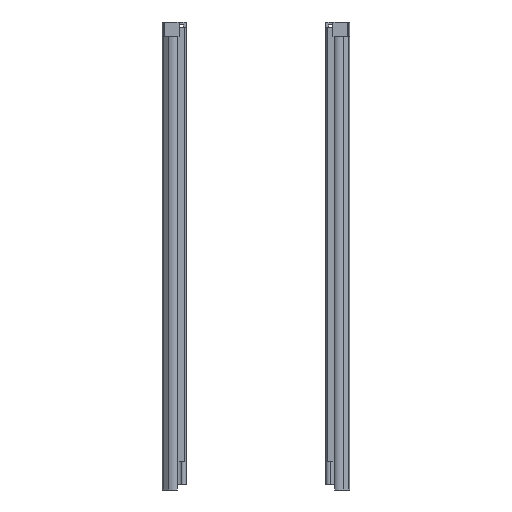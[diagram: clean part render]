
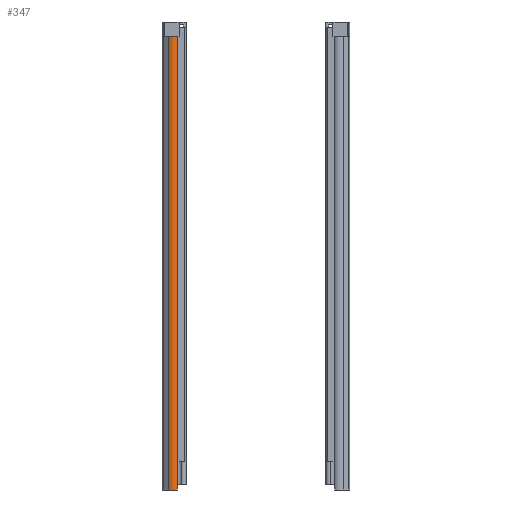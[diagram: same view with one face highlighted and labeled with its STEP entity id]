
A CAD part, front view. The second image highlights one B-rep face of the part: STEP entity #347.
In plain terms, the highlighted cylindrical face has radius 3.75 mm (diameter 7.5 mm), a partial arc.
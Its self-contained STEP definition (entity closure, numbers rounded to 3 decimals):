
#347 = ADVANCED_FACE( '', ( #755 ), #756, .T. );
#755 = FACE_OUTER_BOUND( '', #1273, .T. );
#756 = CYLINDRICAL_SURFACE( '', #1274, 3.75 );
#1273 = EDGE_LOOP( '', ( #2024, #2025, #2026, #2027 ) );
#1274 = AXIS2_PLACEMENT_3D( '', #2028, #2029, #2030 );
#2024 = ORIENTED_EDGE( '', *, *, #3140, .F. );
#2025 = ORIENTED_EDGE( '', *, *, #3341, .F. );
#2026 = ORIENTED_EDGE( '', *, *, #3342, .F. );
#2027 = ORIENTED_EDGE( '', *, *, #3276, .T. );
#2028 = CARTESIAN_POINT( '', ( 5.55, 242., -19.1 ) );
#2029 = DIRECTION( '', ( 0., 1., 0. ) );
#2030 = DIRECTION( '', ( 0., 0., -1. ) );
#3140 = EDGE_CURVE( '', #3744, #3746, #3747, .T. );
#3276 = EDGE_CURVE( '', #3983, #3746, #3984, .T. );
#3341 = EDGE_CURVE( '', #4087, #3744, #4088, .T. );
#3342 = EDGE_CURVE( '', #3983, #4087, #4089, .T. );
#3744 = VERTEX_POINT( '', #4631 );
#3746 = VERTEX_POINT( '', #4634 );
#3747 = CIRCLE( '', #4635, 3.75 );
#3983 = VERTEX_POINT( '', #4952 );
#3984 = LINE( '', #4953, #4954 );
#4087 = VERTEX_POINT( '', #5096 );
#4088 = LINE( '', #5097, #5098 );
#4089 = CIRCLE( '', #5099, 3.75 );
#4631 = CARTESIAN_POINT( '', ( 3.14, 0., -21.973 ) );
#4634 = CARTESIAN_POINT( '', ( 7.944, 0., -21.987 ) );
#4635 = AXIS2_PLACEMENT_3D( '', #5788, #5789, #5790 );
#4952 = CARTESIAN_POINT( '', ( 7.944, 242., -21.987 ) );
#4953 = CARTESIAN_POINT( '', ( 7.944, 242., -21.987 ) );
#4954 = VECTOR( '', #5962, 1000. );
#5096 = CARTESIAN_POINT( '', ( 3.14, 242., -21.973 ) );
#5097 = CARTESIAN_POINT( '', ( 3.14, 242., -21.973 ) );
#5098 = VECTOR( '', #6035, 1000. );
#5099 = AXIS2_PLACEMENT_3D( '', #6036, #6037, #6038 );
#5788 = CARTESIAN_POINT( '', ( 5.55, 0., -19.1 ) );
#5789 = DIRECTION( '', ( 0., -1., 0. ) );
#5790 = DIRECTION( '', ( 0., 0., -1. ) );
#5962 = DIRECTION( '', ( 0., -1., 0. ) );
#6035 = DIRECTION( '', ( 0., -1., 0. ) );
#6036 = CARTESIAN_POINT( '', ( 5.55, 242., -19.1 ) );
#6037 = DIRECTION( '', ( 0., 1., 0. ) );
#6038 = DIRECTION( '', ( 1., 0., 0. ) );
